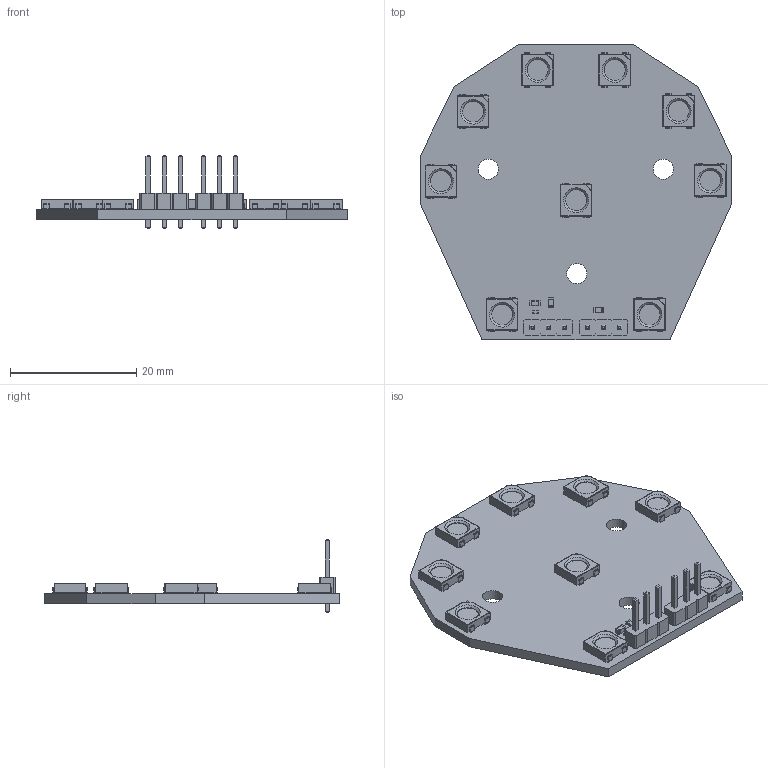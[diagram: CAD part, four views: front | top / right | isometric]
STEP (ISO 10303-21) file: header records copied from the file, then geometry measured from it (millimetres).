
FILE_DESCRIPTION(('KiCad electronic assembly'),'2;1');
FILE_NAME('circle-small.step','2022-05-08T18:57:33',('Pcbnew'),('Kicad') ,'Open CASCADE STEP processor 7.6','KiCad to STEP converter','Unknown' );
FILE_SCHEMA(('AUTOMOTIVE_DESIGN { 1 0 10303 214 1 1 1 1 }'));
Length unit declared in the file: millimetre
Products named in the file (12): circle-small 1; LED_WS2812B_PLCC4_5.0x5.0mm_P3.2mm; SOLID; R_0603_1608Metric; PinHeader_1x03_P2.54mm_Vertical; C_0603_1608Metric; C_0402_1005Metric; circle-small PCB
Assembly tree (21 placements, depth 3):
  circle-small 1
    LED_WS2812B_PLCC4_5.0x5.0mm_P3.2mm  x9
      SOLID
    R_0603_1608Metric  x2
      SOLID
    PinHeader_1x03_P2.54mm_Vertical  x2
      SOLID
    C_0603_1608Metric
      SOLID
    C_0402_1005Metric
      SOLID
    circle-small PCB
Bounding box: 49.15 x 46.8 x 11.54 mm (x, y, z)
Volume: 3413.9 mm3; surface area: 5219.8 mm2
Topology: 16 solids, 16 shells, 893 faces, 2506 edges, 1634 vertices
Faces by surface type: bspline 872, plane 12, cylinder 9
Full cylindrical faces by diameter (mm): 1 x6, 3.2 x3
Entity records: 16426 total; most frequent: CARTESIAN_POINT 5790, B_SPLINE_CURVE_WITH_KNOTS 1577, ORIENTED_EDGE 1300, PCURVE 1300, DEFINITIONAL_REPRESENTATION 1300, EDGE_CURVE 650, SURFACE_CURVE 639, VERTEX_POINT 422
